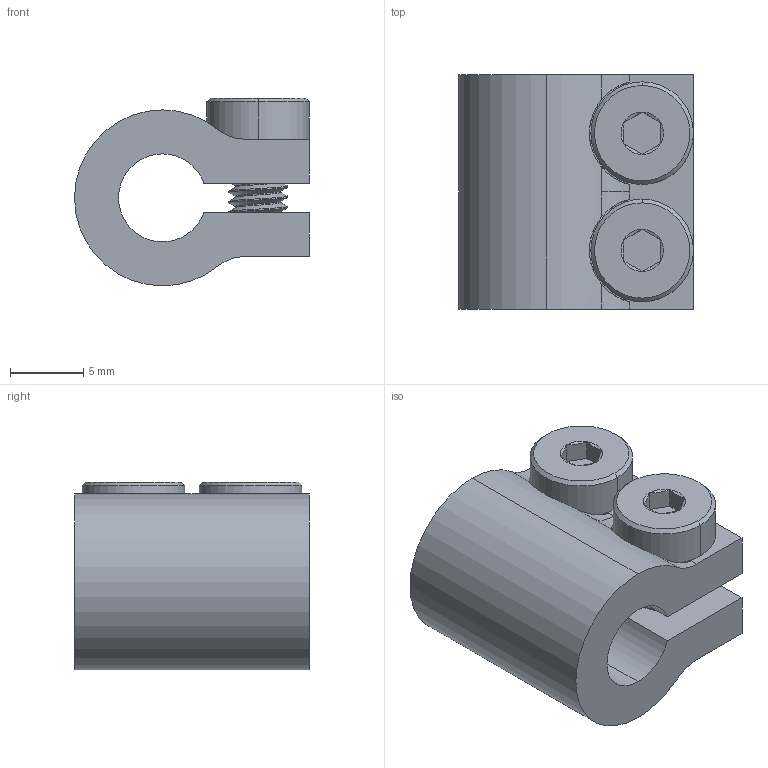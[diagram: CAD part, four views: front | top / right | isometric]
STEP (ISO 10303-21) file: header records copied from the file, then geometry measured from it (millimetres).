
FILE_DESCRIPTION (( 'STEP AP203' ), '1' );
FILE_NAME ('4000-0006-0006 assembly.STEP', '2017-04-18T20:16:26', ( '' ), ( '' ), 'SwSTEP 2.0', 'SolidWorks 2016', '' );
FILE_SCHEMA (( 'CONFIG_CONTROL_DESIGN' ));
Length unit declared in the file: millimetre
Products named in the file (3): 4000-0006-0006; 2804-0004-0008; 4000-0006-0006 assembly
Assembly tree (3 placements, depth 2):
  4000-0006-0006 assembly
    4000-0006-0006
    2804-0004-0008  x2
Bounding box: 16.03 x 16 x 12.8 mm (x, y, z)
Volume: 1922.8 mm3; surface area: 2145.1 mm2
Topology: 3 solids, 3 shells, 214 faces, 588 edges, 382 vertices
Faces by surface type: cylinder 158, plane 28, cone 20, bspline 8
Entity records: 14446 total; most frequent: CARTESIAN_POINT 10957, ORIENTED_EDGE 804, DIRECTION 541, EDGE_CURVE 402, VERTEX_POINT 263, AXIS2_PLACEMENT_3D 200, EDGE_LOOP 151, FACE_OUTER_BOUND 143
